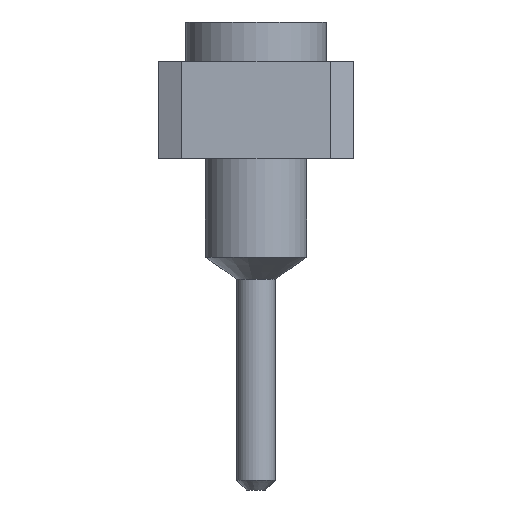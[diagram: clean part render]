
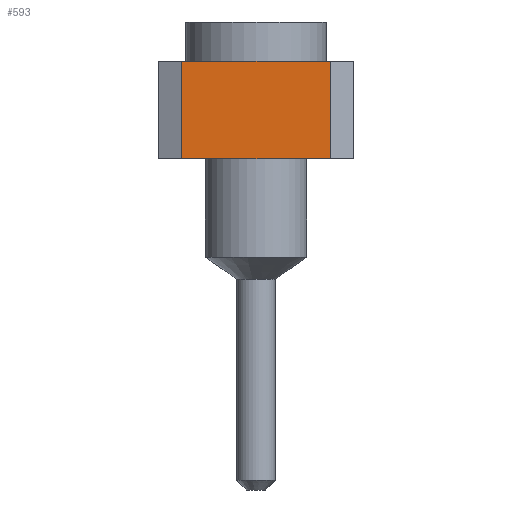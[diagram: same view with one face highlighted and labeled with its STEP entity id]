
A CAD part, left-side view. The second image highlights one B-rep face of the part: STEP entity #593.
In plain terms, the highlighted planar face has unit normal (-1, 0, 0).
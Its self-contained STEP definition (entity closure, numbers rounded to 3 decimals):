
#593=ADVANCED_FACE('',(#1211),#1213,.T.);
#1211=FACE_BOUND('',#1212,.T.);
#1212=EDGE_LOOP('',(#1751,#1752,#1753,#1754));
#1213=PLANE('',#1214);
#1214=AXIS2_PLACEMENT_3D('',#1215,#1216,#1217);
#1215=CARTESIAN_POINT('',(-1.385,0.97,1.57));
#1216=DIRECTION('',(-1.,0.,0.));
#1217=DIRECTION('',(0.,-1.,0.));
#1751=ORIENTED_EDGE('',*,*,#1884,.T.);
#1752=ORIENTED_EDGE('',*,*,#1991,.T.);
#1753=ORIENTED_EDGE('',*,*,#1922,.F.);
#1754=ORIENTED_EDGE('',*,*,#1992,.F.);
#1884=EDGE_CURVE('',#2093,#2091,#2094,.T.);
#1922=EDGE_CURVE('',#2167,#2169,#2170,.T.);
#1991=EDGE_CURVE('',#2091,#2169,#2272,.T.);
#1992=EDGE_CURVE('',#2093,#2167,#2273,.T.);
#2091=VERTEX_POINT('',#2467);
#2093=VERTEX_POINT('',#2471);
#2094=LINE('',#2472,#2473);
#2167=VERTEX_POINT('',#2631);
#2169=VERTEX_POINT('',#2635);
#2170=LINE('',#2636,#2637);
#2272=LINE('',#2886,#2887);
#2273=LINE('',#2889,#2890);
#2467=CARTESIAN_POINT('',(-1.385,-0.97,1.57));
#2471=CARTESIAN_POINT('',(-1.385,0.97,1.57));
#2472=CARTESIAN_POINT('',(-1.385,0.97,1.57));
#2473=VECTOR('',#2474,1.);
#2474=DIRECTION('',(0.,-1.,0.));
#2631=CARTESIAN_POINT('',(-1.385,0.97,2.84));
#2635=CARTESIAN_POINT('',(-1.385,-0.97,2.84));
#2636=CARTESIAN_POINT('',(-1.385,0.97,2.84));
#2637=VECTOR('',#2638,1.);
#2638=DIRECTION('',(0.,-1.,0.));
#2886=CARTESIAN_POINT('',(-1.385,-0.97,1.57));
#2887=VECTOR('',#2888,1.);
#2888=DIRECTION('',(0.,0.,1.));
#2889=CARTESIAN_POINT('',(-1.385,0.97,1.57));
#2890=VECTOR('',#2891,1.);
#2891=DIRECTION('',(0.,0.,1.));
